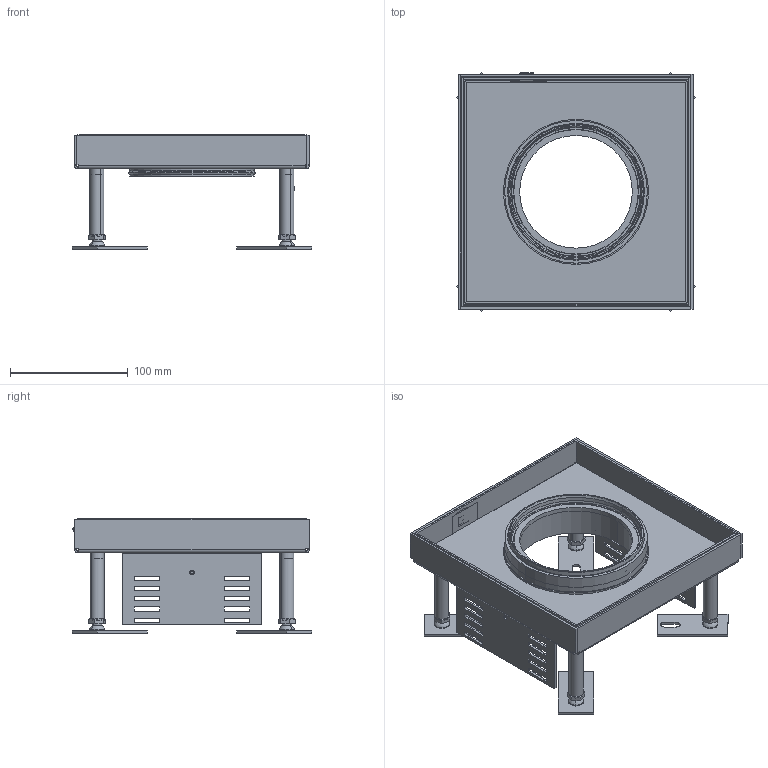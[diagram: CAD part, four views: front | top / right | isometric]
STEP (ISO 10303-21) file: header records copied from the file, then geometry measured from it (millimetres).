
FILE_DESCRIPTION (( 'STEP AP214' ), '1' );
FILE_NAME ('7409364.STEP', '2019-11-29T09:11:28', ( '' ), ( '' ), 'SwSTEP 2.0', 'SolidWorks 2018', '' );
FILE_SCHEMA (( 'AUTOMOTIVE_DESIGN' ));
Length unit declared in the file: millimetre
Products named in the file (23): 036160_Standard; 054599_Standard mit Mutter; 034042_43000138; 35104262_Standard; 111946_Darstellung f〉 Teleskopring; 036159_Standard; 036179_Standard; 041260_Vorgespannt (Einbaubedinnung); P_0000004761_1_Standard; 045083_f〉 Nennh派e 20 mm Tubus+Blind; 049783_ Tubus 20 mm Nutzh”he ; 7409364; 036161_Standard; 041819_L= 70 mm; 049779_Ausf”rung "Tubus" RK..4; 036170_Standard; P_39411020_1_Standard; 041219_Standard; 42389C_Blindniet gek〉zt (Einbausituation) bei 2mm Blech; 053559_39413070  H = 20 mm (Tubus); 35014016_Standard; 058180_  H 20 mm   Tubus+Blind; 046559_Gewindel„nge 16 mm
Assembly tree (30 placements, depth 3):
  7409364
    058180_  H 20 mm   Tubus+Blind
      045083_f〉 Nennh派e 20 mm Tubus+Blind
      35104262_Standard
      42389C_Blindniet gek〉zt (Einbausituation) bei 2mm Blech  x4
      041260_Vorgespannt (Einbaubedinnung)
    053559_39413070  H = 20 mm (Tubus)
      049783_ Tubus 20 mm Nutzh”he 
      046559_Gewindel„nge 16 mm  x3
      049779_Ausf”rung "Tubus" RK..4
      036161_Standard
      036159_Standard
      036170_Standard
      036160_Standard
      111946_Darstellung f〉 Teleskopring
      036179_Standard
      P_0000004761_1_Standard
      P_39411020_1_Standard
      034042_43000138
    054599_Standard mit Mutter  x4
      041219_Standard
      041819_L= 70 mm
      35014016_Standard
Bounding box: 203.43 x 203.43 x 97 mm (x, y, z)
Volume: 363165.2 mm3; surface area: 366719.8 mm2
Topology: 33 solids, 33 shells, 1198 faces, 2961 edges, 1844 vertices
Faces by surface type: plane 503, cylinder 496, cone 102, torus 48, bspline 41, sphere 8
Entity records: 28555 total; most frequent: CARTESIAN_POINT 6351, DIRECTION 4161, ORIENTED_EDGE 4058, EDGE_CURVE 2029, AXIS2_PLACEMENT_3D 1479, VERTEX_POINT 1264, VECTOR 1203, LINE 1203
